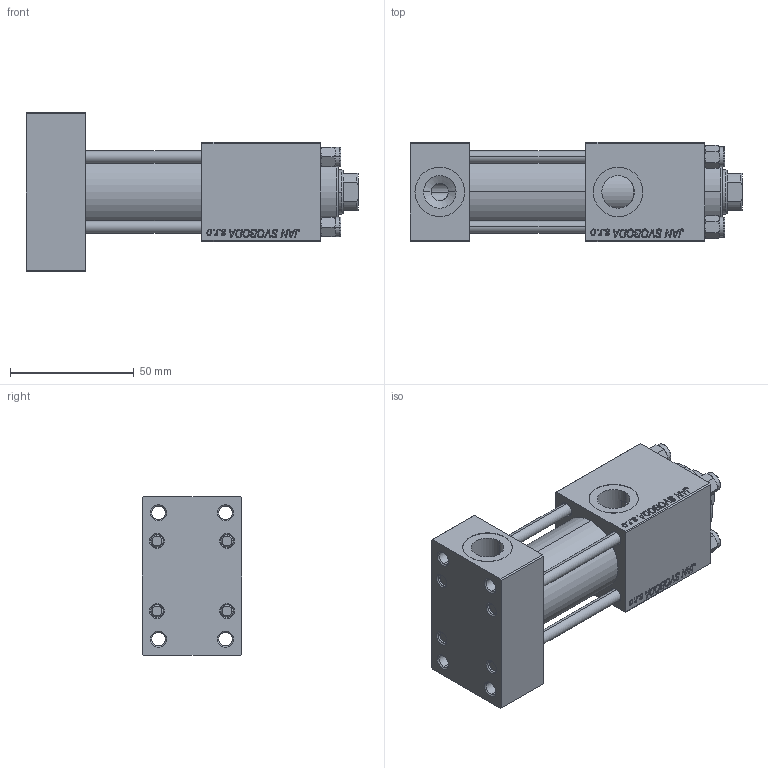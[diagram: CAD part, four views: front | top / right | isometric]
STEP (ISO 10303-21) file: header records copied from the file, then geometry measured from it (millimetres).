
FILE_DESCRIPTION (( 'STEP AP203' ), '1' );
FILE_NAME ('2a87.STEP', '2023-08-26T14:51:58', ( '' ), ( '' ), 'SwSTEP 2.0', 'SolidWorks 2019', '' );
FILE_SCHEMA (( 'CONFIG_CONTROL_DESIGN' ));
Length unit declared in the file: millimetre
Products named in the file (6): V215CR_TYCINKA_E 94f48a6b95e18b2efe54abfc2dce75d6; V215_VC_A 94f48a6b95e18b2efe54abfc2dce75d6; V215CR_E_Body 94f48a6b95e18b2efe54abfc2dce75d6; NUT_M5_E 94f48a6b95e18b2efe54abfc2dce75d6; 2a87; V215CR_VCP_E 94f48a6b95e18b2efe54abfc2dce75d6
Assembly tree (11 placements, depth 2):
  2a87
    V215CR_E_Body 94f48a6b95e18b2efe54abfc2dce75d6
    V215CR_VCP_E 94f48a6b95e18b2efe54abfc2dce75d6
    V215CR_TYCINKA_E 94f48a6b95e18b2efe54abfc2dce75d6  x4
    NUT_M5_E 94f48a6b95e18b2efe54abfc2dce75d6  x4
    V215_VC_A 94f48a6b95e18b2efe54abfc2dce75d6
Bounding box: 134 x 40 x 64 mm (x, y, z)
Volume: 171140.6 mm3; surface area: 64642.9 mm2
Topology: 11 solids, 11 shells, 1132 faces, 2853 edges, 1845 vertices
Faces by surface type: plane 496, bspline 392, cone 152, cylinder 84, torus 8
Entity records: 49883 total; most frequent: CARTESIAN_POINT 27035, ORIENTED_EDGE 5198, DIRECTION 3255, EDGE_CURVE 2599, VERTEX_POINT 1701, LINE 1557, VECTOR 1557, EDGE_LOOP 1142
